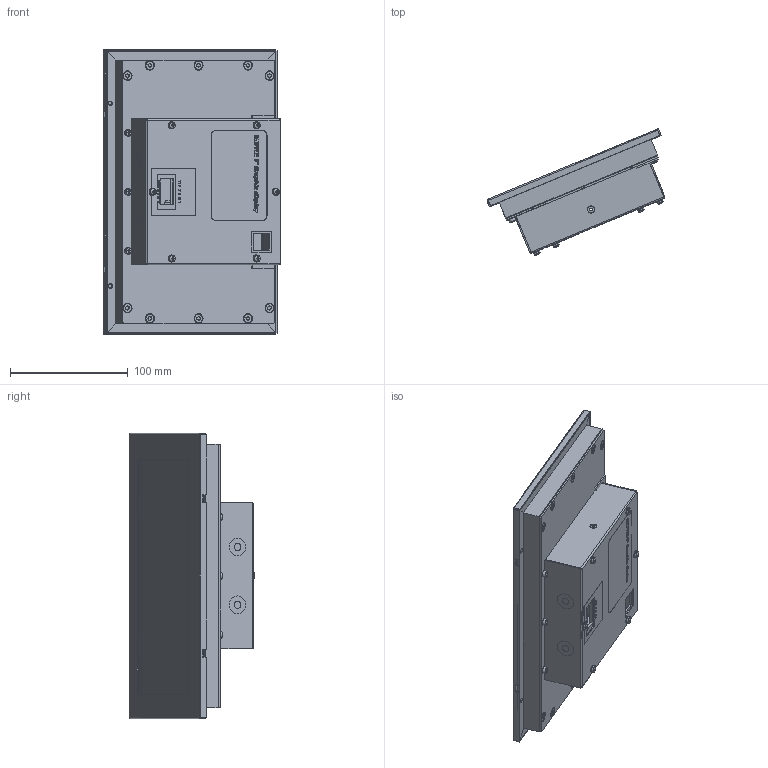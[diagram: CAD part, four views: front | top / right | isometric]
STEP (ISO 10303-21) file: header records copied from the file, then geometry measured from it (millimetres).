
FILE_DESCRIPTION (( 'STEP AP214' ), '1' );
FILE_NAME ('ESN100-200_CU-M001 Customer version.STEP', '2021-10-12T08:55:44', ( '' ), ( '' ), 'SwSTEP 2.0', 'SolidWorks 2020', '' );
FILE_SCHEMA (( 'AUTOMOTIVE_DESIGN' ));
Length unit declared in the file: millimetre
Products named in the file (3): ST-Spesial Label ESN100-200; ESN100-200_CU-M001 Customer version; CU-M001-ZB 9 inch display for customers (empty)
Assembly tree (2 placements, depth 2):
  ESN100-200_CU-M001 Customer version
    CU-M001-ZB 9 inch display for customers (empty)
    ST-Spesial Label ESN100-200
Bounding box: 150.88 x 106.77 x 241.9 mm (x, y, z)
Volume: 788.3 mm3; surface area: 227102.4 mm2
Topology: 1 solids, 92 shells, 829 faces, 3134 edges, 2397 vertices
Faces by surface type: plane 501, cylinder 138, bspline 134, cone 26, torus 24, sphere 6
Full cylindrical faces by diameter (mm): 2.5 x3, 3.48 x7, 3.7 x4, 5.5 x6, 5.6 x6, 6 x2, 7.2 x10, 15 x5
Entity records: 50437 total; most frequent: CARTESIAN_POINT 16837, ORIENTED_EDGE 4557, DIRECTION 4507, EDGE_CURVE 3037, VERTEX_POINT 2375, VECTOR 1917, LINE 1917, AXIS2_PLACEMENT_3D 1295
